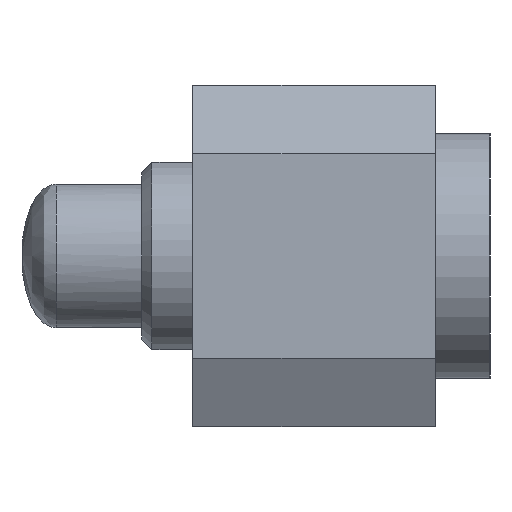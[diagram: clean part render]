
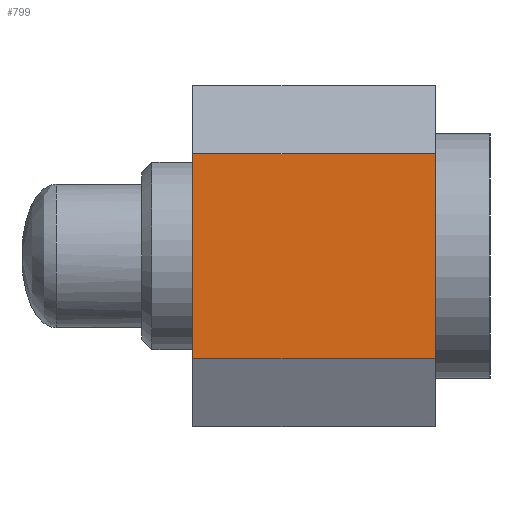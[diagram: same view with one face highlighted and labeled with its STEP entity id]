
A CAD part, left-side view. The second image highlights one B-rep face of the part: STEP entity #799.
In plain terms, the highlighted planar face has unit normal (-1, 0, 0).
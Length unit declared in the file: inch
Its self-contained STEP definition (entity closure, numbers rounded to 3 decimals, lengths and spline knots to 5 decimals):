
#73 = DIRECTION ( 'NONE',  ( 1., 0., 0. ) ) ;
#84 = CARTESIAN_POINT ( 'NONE',  ( -0.2, 0.087, 0.05 ) ) ;
#93 = VECTOR ( 'NONE', #382, 39.37008 ) ;
#201 = VERTEX_POINT ( 'NONE', #349 ) ;
#318 = VERTEX_POINT ( 'NONE', #539 ) ;
#338 = LINE ( 'NONE', #1478, #93 ) ;
#349 = CARTESIAN_POINT ( 'NONE',  ( -0.2, 0.016, 0.03 ) ) ;
#382 = DIRECTION ( 'NONE',  ( 0., 1., 0. ) ) ;
#409 = VERTEX_POINT ( 'NONE', #1935 ) ;
#430 = DIRECTION ( 'NONE',  ( 0., 0., 1. ) ) ;
#442 = ORIENTED_EDGE ( 'NONE', *, *, #964, .T. ) ;
#539 = CARTESIAN_POINT ( 'NONE',  ( -0.2, 0.087, 0.03 ) ) ;
#617 = DIRECTION ( 'NONE',  ( 0., 1., 0. ) ) ;
#753 = LINE ( 'NONE', #1490, #907 ) ;
#799 = ADVANCED_FACE ( 'NONE', ( #1234 ), #1156, .F. ) ;
#814 = EDGE_LOOP ( 'NONE', ( #1193, #1174, #442, #1577 ) ) ;
#859 = LINE ( 'NONE', #1239, #1863 ) ;
#907 = VECTOR ( 'NONE', #430, 39.37008 ) ;
#964 = EDGE_CURVE ( 'NONE', #1172, #201, #1150, .T. ) ;
#1069 = EDGE_CURVE ( 'NONE', #409, #318, #753, .T. ) ;
#1150 = LINE ( 'NONE', #1178, #1713 ) ;
#1156 = PLANE ( 'NONE',  #1434 ) ;
#1172 = VERTEX_POINT ( 'NONE', #1558 ) ;
#1174 = ORIENTED_EDGE ( 'NONE', *, *, #1543, .F. ) ;
#1178 = CARTESIAN_POINT ( 'NONE',  ( -0.2, 0.016, 0.05 ) ) ;
#1193 = ORIENTED_EDGE ( 'NONE', *, *, #1069, .F. ) ;
#1234 = FACE_OUTER_BOUND ( 'NONE', #814, .T. ) ;
#1239 = CARTESIAN_POINT ( 'NONE',  ( -0.2, 0.016, 0.03 ) ) ;
#1434 = AXIS2_PLACEMENT_3D ( 'NONE', #84, #73, #1473 ) ;
#1473 = DIRECTION ( 'NONE',  ( 0., 0., -1. ) ) ;
#1478 = CARTESIAN_POINT ( 'NONE',  ( -0.2, 0.016, -0.03 ) ) ;
#1490 = CARTESIAN_POINT ( 'NONE',  ( -0.2, 0.087, 0.05 ) ) ;
#1543 = EDGE_CURVE ( 'NONE', #1172, #409, #338, .T. ) ;
#1558 = CARTESIAN_POINT ( 'NONE',  ( -0.2, 0.016, -0.03 ) ) ;
#1577 = ORIENTED_EDGE ( 'NONE', *, *, #1831, .T. ) ;
#1713 = VECTOR ( 'NONE', #1810, 39.37008 ) ;
#1810 = DIRECTION ( 'NONE',  ( 0., 0., 1. ) ) ;
#1831 = EDGE_CURVE ( 'NONE', #201, #318, #859, .T. ) ;
#1863 = VECTOR ( 'NONE', #617, 39.37008 ) ;
#1935 = CARTESIAN_POINT ( 'NONE',  ( -0.2, 0.087, -0.03 ) ) ;
